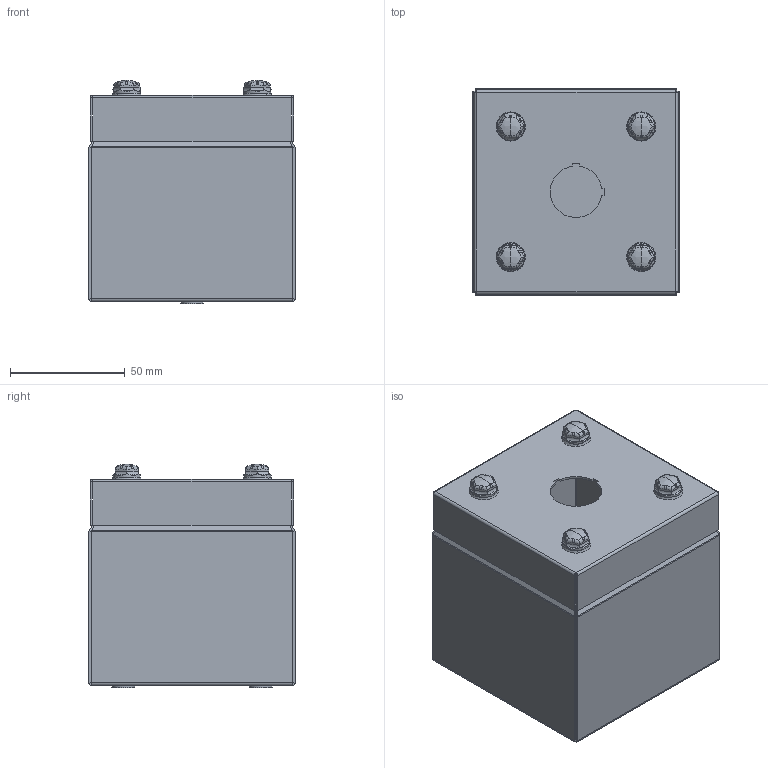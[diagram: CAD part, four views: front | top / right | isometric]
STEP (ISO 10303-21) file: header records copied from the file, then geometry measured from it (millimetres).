
FILE_DESCRIPTION (( 'STEP AP214' ), '1' );
FILE_NAME ('IP-SSP1_step.stp', '2024-09-12T05:54:53', ( '' ), ( '' ), 'SwSTEP 2.0', 'SolidWorks 2023', '' );
FILE_SCHEMA (( 'AUTOMOTIVE_DESIGN' ));
Length unit declared in the file: millimetre
Products named in the file (1): IP-SSP1_step
Bounding box: 90 x 90 x 97.6 mm (x, y, z)
Volume: 72820.9 mm3; surface area: 124753.2 mm2
Topology: 35 solids, 35 shells, 1107 faces, 2460 edges, 1458 vertices
Faces by surface type: plane 409, cylinder 292, torus 228, cone 130, bspline 40, sphere 8
Entity records: 38442 total; most frequent: CARTESIAN_POINT 13952, DIRECTION 5089, ORIENTED_EDGE 4920, EDGE_CURVE 2460, AXIS2_PLACEMENT_3D 2037, VERTEX_POINT 1458, EDGE_LOOP 1208, FACE_OUTER_BOUND 1107
